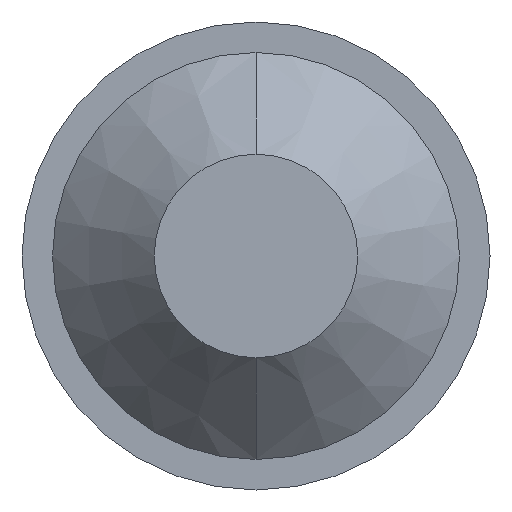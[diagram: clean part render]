
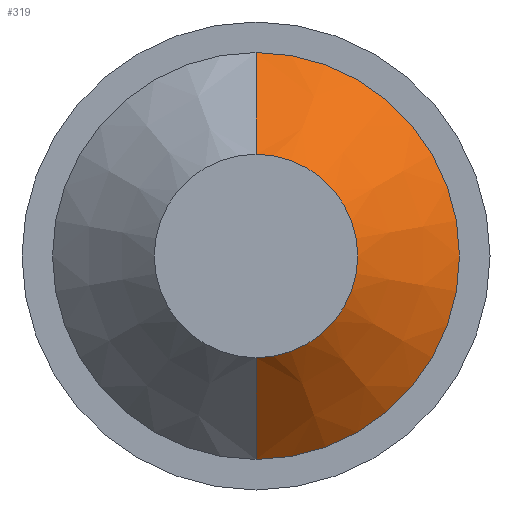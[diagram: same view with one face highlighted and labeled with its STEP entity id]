
A CAD part, front view. The second image highlights one B-rep face of the part: STEP entity #319.
In plain terms, the highlighted conical face has half-angle 45 degrees and reference radius 1 mm.
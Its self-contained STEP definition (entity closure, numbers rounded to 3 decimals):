
#3 = DIRECTION ( 'NONE',  ( 0., 1., 0. ) ) ;
#4 = ORIENTED_EDGE ( 'NONE', *, *, #287, .F. ) ;
#24 = ORIENTED_EDGE ( 'NONE', *, *, #278, .F. ) ;
#51 = CARTESIAN_POINT ( 'NONE',  ( 0., -3., 0. ) ) ;
#56 = VERTEX_POINT ( 'NONE', #97 ) ;
#61 = VECTOR ( 'NONE', #359, 1000. ) ;
#76 = ORIENTED_EDGE ( 'NONE', *, *, #325, .F. ) ;
#97 = CARTESIAN_POINT ( 'NONE',  ( 0., -3., 1. ) ) ;
#103 = DIRECTION ( 'NONE',  ( 0., 0., 1. ) ) ;
#111 = CIRCLE ( 'NONE', #335, 1. ) ;
#112 = CARTESIAN_POINT ( 'NONE',  ( 0., -3., 1. ) ) ;
#130 = CIRCLE ( 'NONE', #191, 0.5 ) ;
#132 = CARTESIAN_POINT ( 'NONE',  ( 0., -3., -1. ) ) ;
#147 = FACE_OUTER_BOUND ( 'NONE', #277, .T. ) ;
#152 = DIRECTION ( 'NONE',  ( 0., 1., 0. ) ) ;
#173 = CONICAL_SURFACE ( 'NONE', #500, 1., 0.785 ) ;
#188 = VERTEX_POINT ( 'NONE', #132 ) ;
#191 = AXIS2_PLACEMENT_3D ( 'NONE', #509, #496, #103 ) ;
#194 = DIRECTION ( 'NONE',  ( 0., 0., 1. ) ) ;
#240 = CARTESIAN_POINT ( 'NONE',  ( 0., -3.5, -0.5 ) ) ;
#250 = VECTOR ( 'NONE', #540, 1000. ) ;
#263 = EDGE_CURVE ( 'NONE', #280, #188, #498, .T. ) ;
#277 = EDGE_LOOP ( 'NONE', ( #24, #289, #76, #4 ) ) ;
#278 = EDGE_CURVE ( 'NONE', #280, #466, #130, .T. ) ;
#280 = VERTEX_POINT ( 'NONE', #240 ) ;
#287 = EDGE_CURVE ( 'NONE', #466, #56, #365, .T. ) ;
#289 = ORIENTED_EDGE ( 'NONE', *, *, #263, .T. ) ;
#319 = ADVANCED_FACE ( 'NONE', ( #147 ), #173, .T. ) ;
#320 = CARTESIAN_POINT ( 'NONE',  ( 0., -3., -1. ) ) ;
#325 = EDGE_CURVE ( 'NONE', #56, #188, #111, .T. ) ;
#335 = AXIS2_PLACEMENT_3D ( 'NONE', #51, #152, #356 ) ;
#356 = DIRECTION ( 'NONE',  ( 0., 0., 1. ) ) ;
#359 = DIRECTION ( 'NONE',  ( 0., 0.707, 0.707 ) ) ;
#365 = LINE ( 'NONE', #112, #61 ) ;
#411 = CARTESIAN_POINT ( 'NONE',  ( 0., -3., 0. ) ) ;
#422 = CARTESIAN_POINT ( 'NONE',  ( 0., -3.5, 0.5 ) ) ;
#466 = VERTEX_POINT ( 'NONE', #422 ) ;
#496 = DIRECTION ( 'NONE',  ( 0., -1., 0. ) ) ;
#498 = LINE ( 'NONE', #320, #250 ) ;
#500 = AXIS2_PLACEMENT_3D ( 'NONE', #411, #3, #194 ) ;
#509 = CARTESIAN_POINT ( 'NONE',  ( 0., -3.5, 0. ) ) ;
#540 = DIRECTION ( 'NONE',  ( 0., 0.707, -0.707 ) ) ;
